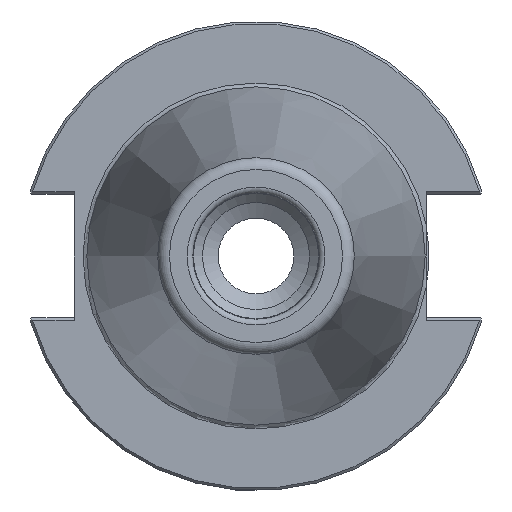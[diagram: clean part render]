
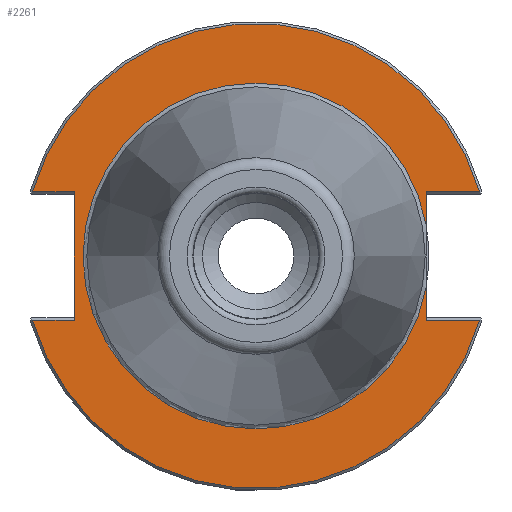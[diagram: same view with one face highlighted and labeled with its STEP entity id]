
A CAD part, left-side view. The second image highlights one B-rep face of the part: STEP entity #2261.
In plain terms, the highlighted planar face has unit normal (-1, 0, 0).
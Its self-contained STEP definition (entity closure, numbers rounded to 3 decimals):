
#143=PLANE('',#2454);
#219=LINE('',#3589,#346);
#222=LINE('',#3648,#349);
#223=LINE('',#3654,#350);
#224=LINE('',#3656,#351);
#225=LINE('',#3660,#352);
#226=LINE('',#3662,#353);
#227=LINE('',#3663,#354);
#346=VECTOR('',#2838,10.);
#349=VECTOR('',#2857,10.);
#350=VECTOR('',#2862,10.);
#351=VECTOR('',#2863,10.);
#352=VECTOR('',#2866,10.);
#353=VECTOR('',#2867,10.);
#354=VECTOR('',#2868,10.);
#488=FACE_OUTER_BOUND('',#612,.T.);
#612=EDGE_LOOP('',(#1668,#1669,#1670,#1671,#1672,#1673,#1674,#1675,#1676,
#1677,#1678));
#763=CIRCLE('',#2452,48.25);
#765=CIRCLE('',#2455,35.9);
#766=CIRCLE('',#2456,35.9);
#767=CIRCLE('',#2457,48.25);
#952=VERTEX_POINT('',#3586);
#953=VERTEX_POINT('',#3588);
#961=VERTEX_POINT('',#3635);
#964=VERTEX_POINT('',#3647);
#965=VERTEX_POINT('',#3649);
#966=VERTEX_POINT('',#3651);
#967=VERTEX_POINT('',#3653);
#968=VERTEX_POINT('',#3655);
#969=VERTEX_POINT('',#3657);
#970=VERTEX_POINT('',#3659);
#971=VERTEX_POINT('',#3661);
#1226=EDGE_CURVE('',#952,#953,#219,.T.);
#1238=EDGE_CURVE('',#953,#961,#763,.T.);
#1242=EDGE_CURVE('',#952,#964,#222,.T.);
#1243=EDGE_CURVE('',#964,#965,#765,.T.);
#1244=EDGE_CURVE('',#965,#966,#766,.T.);
#1245=EDGE_CURVE('',#966,#967,#223,.T.);
#1246=EDGE_CURVE('',#968,#967,#224,.T.);
#1247=EDGE_CURVE('',#969,#968,#767,.T.);
#1248=EDGE_CURVE('',#970,#969,#225,.T.);
#1249=EDGE_CURVE('',#970,#971,#226,.T.);
#1250=EDGE_CURVE('',#961,#971,#227,.T.);
#1668=ORIENTED_EDGE('',*,*,#1226,.F.);
#1669=ORIENTED_EDGE('',*,*,#1242,.T.);
#1670=ORIENTED_EDGE('',*,*,#1243,.T.);
#1671=ORIENTED_EDGE('',*,*,#1244,.T.);
#1672=ORIENTED_EDGE('',*,*,#1245,.T.);
#1673=ORIENTED_EDGE('',*,*,#1246,.F.);
#1674=ORIENTED_EDGE('',*,*,#1247,.F.);
#1675=ORIENTED_EDGE('',*,*,#1248,.F.);
#1676=ORIENTED_EDGE('',*,*,#1249,.T.);
#1677=ORIENTED_EDGE('',*,*,#1250,.F.);
#1678=ORIENTED_EDGE('',*,*,#1238,.F.);
#2261=ADVANCED_FACE('',(#488),#143,.T.);
#2452=AXIS2_PLACEMENT_3D('',#3636,#2851,#2852);
#2454=AXIS2_PLACEMENT_3D('',#3646,#2855,#2856);
#2455=AXIS2_PLACEMENT_3D('',#3650,#2858,#2859);
#2456=AXIS2_PLACEMENT_3D('',#3652,#2860,#2861);
#2457=AXIS2_PLACEMENT_3D('',#3658,#2864,#2865);
#2838=DIRECTION('',(0.,-1.,0.));
#2851=DIRECTION('center_axis',(1.,0.,0.));
#2852=DIRECTION('ref_axis',(0.,0.,-1.));
#2855=DIRECTION('center_axis',(-1.,0.,0.));
#2856=DIRECTION('ref_axis',(0.,0.,1.));
#2857=DIRECTION('',(0.,0.,1.));
#2858=DIRECTION('center_axis',(1.,0.,0.));
#2859=DIRECTION('ref_axis',(0.,0.,-1.));
#2860=DIRECTION('center_axis',(1.,0.,0.));
#2861=DIRECTION('ref_axis',(0.,0.,-1.));
#2862=DIRECTION('',(0.,0.,1.));
#2863=DIRECTION('',(0.,1.,0.));
#2864=DIRECTION('center_axis',(1.,0.,0.));
#2865=DIRECTION('ref_axis',(0.,0.,-1.));
#2866=DIRECTION('',(0.,1.,0.));
#2867=DIRECTION('',(0.,0.,-1.));
#2868=DIRECTION('',(0.,-1.,0.));
#3586=CARTESIAN_POINT('',(3.175,-35.3,-13.325));
#3588=CARTESIAN_POINT('',(3.175,-46.373,-13.325));
#3589=CARTESIAN_POINT('',(3.175,-13.707,-13.325));
#3635=CARTESIAN_POINT('',(3.175,46.373,-13.325));
#3636=CARTESIAN_POINT('Origin',(3.175,0.,
0.));
#3646=CARTESIAN_POINT('Origin',(3.175,48.25,0.));
#3647=CARTESIAN_POINT('',(3.175,-35.3,-6.536));
#3648=CARTESIAN_POINT('',(3.175,-35.3,-6.413));
#3649=CARTESIAN_POINT('',(3.175,0.,35.9));
#3650=CARTESIAN_POINT('Origin',(3.175,0.,
0.));
#3651=CARTESIAN_POINT('',(3.175,-35.3,6.536));
#3652=CARTESIAN_POINT('Origin',(3.175,0.,
0.));
#3653=CARTESIAN_POINT('',(3.175,-35.3,13.325));
#3654=CARTESIAN_POINT('',(3.175,-35.3,-6.413));
#3655=CARTESIAN_POINT('',(3.175,-46.373,13.325));
#3656=CARTESIAN_POINT('',(3.175,6.475,13.325));
#3657=CARTESIAN_POINT('',(3.175,46.373,13.325));
#3658=CARTESIAN_POINT('Origin',(3.175,0.,
0.));
#3659=CARTESIAN_POINT('',(3.175,37.7,13.325));
#3660=CARTESIAN_POINT('',(3.175,61.395,13.325));
#3661=CARTESIAN_POINT('',(3.175,37.7,-13.325));
#3662=CARTESIAN_POINT('',(3.175,37.7,6.413));
#3663=CARTESIAN_POINT('',(3.175,42.975,-13.325));
